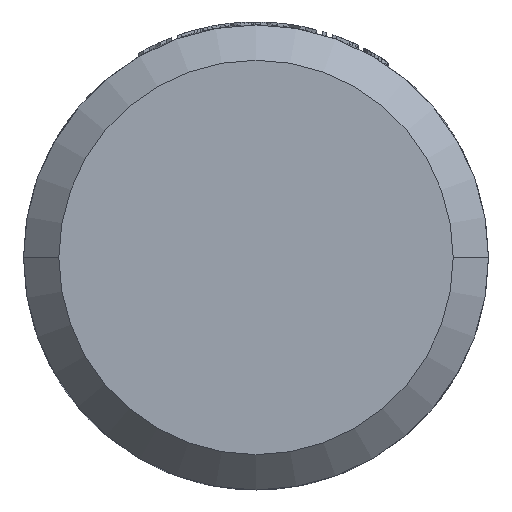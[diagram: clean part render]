
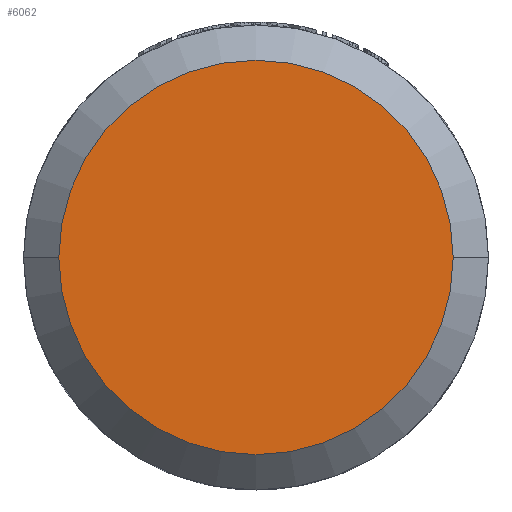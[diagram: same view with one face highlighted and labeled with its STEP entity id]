
A CAD part, front view. The second image highlights one B-rep face of the part: STEP entity #6062.
In plain terms, the highlighted planar face has unit normal (0, -1, 0).
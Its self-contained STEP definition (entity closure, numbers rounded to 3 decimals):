
#6=CARTESIAN_POINT('',(0.,0.,0.));
#7=DIRECTION('',(0.,-1.,0.));
#8=DIRECTION('',(1.,0.,0.));
#9=AXIS2_PLACEMENT_3D('',#6,#7,#8);
#4620=CARTESIAN_POINT('',(0.,0.,0.));
#4621=DIRECTION('',(0.,1.,0.));
#4622=DIRECTION('',(1.,0.,0.));
#4623=AXIS2_PLACEMENT_3D('',#4620,#4621,#4622);
#5739=CARTESIAN_POINT('',(16.75,0.,0.));
#5740=CARTESIAN_POINT('',(-16.75,0.,0.));
#5741=VERTEX_POINT('',#5739);
#5742=VERTEX_POINT('',#5740);
#6051=CARTESIAN_POINT('',(0.,0.,0.));
#6052=DIRECTION('',(0.,-1.,0.));
#6053=DIRECTION('',(-1.,0.,0.));
#6054=AXIS2_PLACEMENT_3D('',#6051,#6052,#6053);
#6055=PLANE('',#6054);
#6057=ORIENTED_EDGE('',*,*,#6056,.F.);
#6059=ORIENTED_EDGE('',*,*,#6058,.T.);
#6060=EDGE_LOOP('',(#6057,#6059));
#6061=FACE_OUTER_BOUND('',#6060,.F.);
#6062=ADVANCED_FACE('',(#6061),#6055,.T.);
#10=CIRCLE('',#9,16.75);
#4624=CIRCLE('',#4623,16.75);
#6056=EDGE_CURVE('',#5741,#5742,#10,.T.);
#6058=EDGE_CURVE('',#5741,#5742,#4624,.T.);
